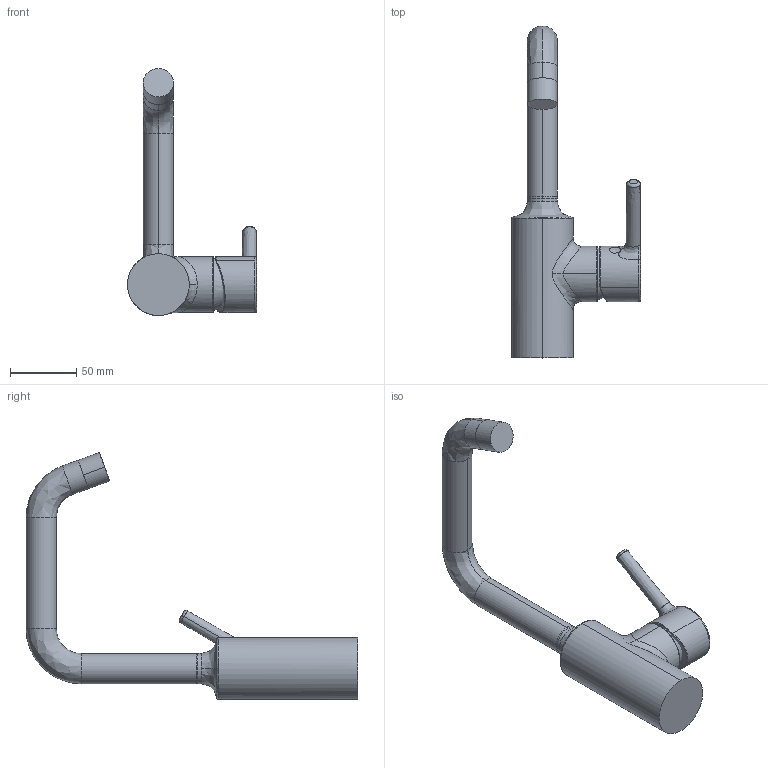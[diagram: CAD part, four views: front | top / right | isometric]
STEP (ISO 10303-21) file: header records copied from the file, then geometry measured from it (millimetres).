
FILE_DESCRIPTION (( 'STEP AP203' ), '1' );
FILE_NAME ('5255226733(2023).STEP', '2023-11-23T04:58:10', ( '' ), ( '' ), 'SwSTEP 2.0', 'SolidWorks 2016', '' );
FILE_SCHEMA (( 'CONFIG_CONTROL_DESIGN' ));
Length unit declared in the file: millimetre
Products named in the file (1): 5255226733(2023)
Bounding box: 97.16 x 249.7 x 185.95 mm (x, y, z)
Surface area: 56136.8 mm2 (no closed solid volume)
Topology: 0 solids, 5 shells, 71 faces, 158 edges, 99 vertices
Faces by surface type: bspline 36, cylinder 20, plane 13, cone 2
Entity records: 8927 total; most frequent: CARTESIAN_POINT 7502, ORIENTED_EDGE 314, DIRECTION 221, EDGE_CURVE 158, VERTEX_POINT 99, AXIS2_PLACEMENT_3D 98, EDGE_LOOP 74, FACE_OUTER_BOUND 71
